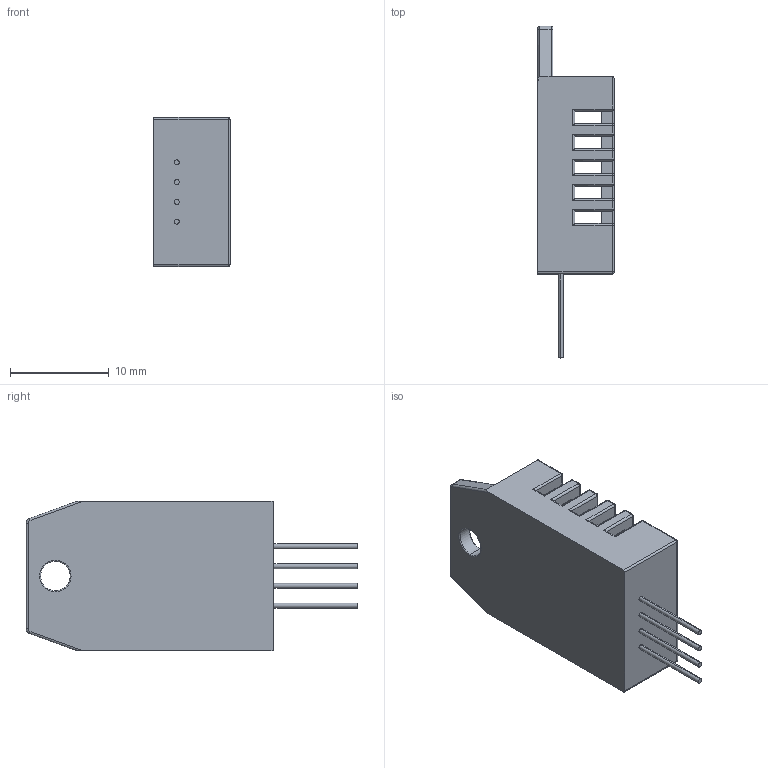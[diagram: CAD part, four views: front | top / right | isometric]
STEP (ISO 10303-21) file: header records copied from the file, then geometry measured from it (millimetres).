
FILE_DESCRIPTION (( 'STEP AP214' ), '1' );
FILE_NAME ('DHT22.STEP', '2021-05-24T06:09:32', ( '' ), ( '' ), 'SwSTEP 2.0', 'SolidWorks 2018', '' );
FILE_SCHEMA (( 'AUTOMOTIVE_DESIGN' ));
Length unit declared in the file: millimetre
Products named in the file (1): DHT22
Bounding box: 7.7 x 33.6 x 15.1 mm (x, y, z)
Volume: 1360.3 mm3; surface area: 2653.6 mm2
Topology: 5 solids, 5 shells, 352 faces, 908 edges, 524 vertices
Faces by surface type: cylinder 172, plane 144, sphere 22, torus 14
Entity records: 10610 total; most frequent: CARTESIAN_POINT 2117, ORIENTED_EDGE 1772, DIRECTION 1610, EDGE_CURVE 886, LINE 632, VECTOR 632, VERTEX_POINT 524, AXIS2_PLACEMENT_3D 489
